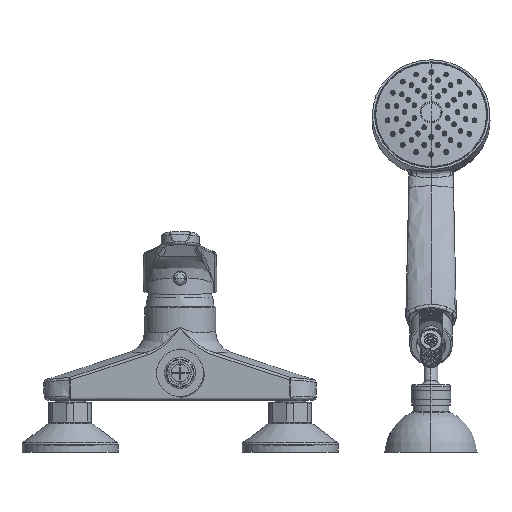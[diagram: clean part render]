
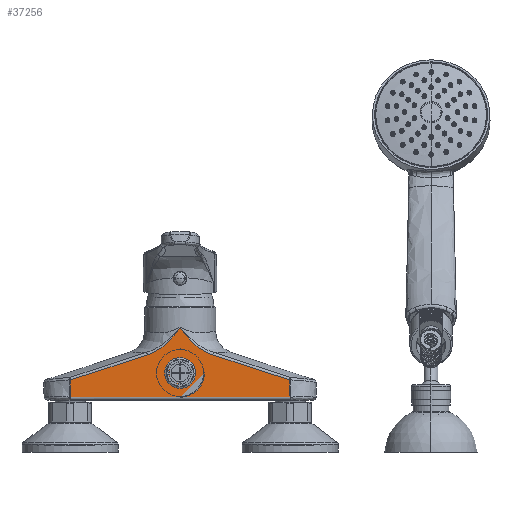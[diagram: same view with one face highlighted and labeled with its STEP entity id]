
A CAD part, front view. The second image highlights one B-rep face of the part: STEP entity #37256.
In plain terms, the highlighted planar face has unit normal (0, -1, 0).
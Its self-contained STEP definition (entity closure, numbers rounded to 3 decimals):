
#4278=CARTESIAN_POINT('',(-0.001,11.,
49.786));
#4285=CARTESIAN_POINT('',(0.,11.,18.5));
#4286=DIRECTION('',(0.,1.,0.));
#4287=DIRECTION('',(0.,0.,-1.));
#4288=AXIS2_PLACEMENT_3D('',#4285,#4286,#4287);
#4290=DIRECTION('',(1.,0.,0.));
#4291=VECTOR('',#4290,74.939);
#4292=CARTESIAN_POINT('',(-74.939,11.,2.));
#4293=LINE('',#4292,#4291);
#4294=CARTESIAN_POINT('',(-74.679,11.,13.757));
#4295=CARTESIAN_POINT('',(-74.702,11.,12.314));
#4296=CARTESIAN_POINT('',(-74.754,11.,9.519));
#4297=CARTESIAN_POINT('',(-74.84,11.,5.609));
#4298=CARTESIAN_POINT('',(-74.905,11.,3.174));
#4299=CARTESIAN_POINT('',(-74.939,11.,2.));
#4301=CARTESIAN_POINT('',(-74.679,11.,13.757));
#4302=CARTESIAN_POINT('',(-68.818,11.,15.663));
#4303=CARTESIAN_POINT('',(-57.125,11.,19.465));
#4304=CARTESIAN_POINT('',(-39.82,11.,25.092));
#4305=CARTESIAN_POINT('',(-28.13,11.,28.892));
#4306=CARTESIAN_POINT('',(-22.273,11.,30.796));
#4308=CARTESIAN_POINT('',(-22.273,11.,30.796));
#4309=CARTESIAN_POINT('',(-21.911,11.,30.914));
#4310=CARTESIAN_POINT('',(-21.186,11.,31.164));
#4311=CARTESIAN_POINT('',(-20.096,11.,31.582));
#4312=CARTESIAN_POINT('',(-19.006,11.,32.045));
#4313=CARTESIAN_POINT('',(-17.918,11.,32.552));
#4314=CARTESIAN_POINT('',(-16.834,11.,33.103));
#4315=CARTESIAN_POINT('',(-15.757,11.,33.699));
#4316=CARTESIAN_POINT('',(-14.687,11.,34.339));
#4317=CARTESIAN_POINT('',(-13.627,11.,35.023));
#4318=CARTESIAN_POINT('',(-12.579,11.,35.751));
#4319=CARTESIAN_POINT('',(-11.542,11.,36.524));
#4320=CARTESIAN_POINT('',(-10.516,11.,37.344));
#4321=CARTESIAN_POINT('',(-9.503,11.,38.211));
#4322=CARTESIAN_POINT('',(-8.499,11.,39.13));
#4323=CARTESIAN_POINT('',(-7.504,11.,40.103));
#4324=CARTESIAN_POINT('',(-6.512,11.,41.138));
#4325=CARTESIAN_POINT('',(-5.519,11.,42.243));
#4326=CARTESIAN_POINT('',(-4.515,11.,43.436));
#4327=CARTESIAN_POINT('',(-3.49,11.,44.733));
#4328=CARTESIAN_POINT('',(-2.423,11.,46.171));
#4329=CARTESIAN_POINT('',(-1.282,11.,47.808));
#4330=CARTESIAN_POINT('',(-0.438,11.,
49.095));
#4331=CARTESIAN_POINT('',(0.,11.,49.784));
#4333=CARTESIAN_POINT('',(22.273,11.,30.796));
#4334=CARTESIAN_POINT('',(21.911,11.,30.914));
#4335=CARTESIAN_POINT('',(21.184,11.,31.164));
#4336=CARTESIAN_POINT('',(20.093,11.,31.584));
#4337=CARTESIAN_POINT('',(19.001,11.,32.047));
#4338=CARTESIAN_POINT('',(17.912,11.,32.555));
#4339=CARTESIAN_POINT('',(16.827,11.,33.107));
#4340=CARTESIAN_POINT('',(15.748,11.,33.704));
#4341=CARTESIAN_POINT('',(14.677,11.,34.345));
#4342=CARTESIAN_POINT('',(13.616,11.,35.03));
#4343=CARTESIAN_POINT('',(12.566,11.,35.76));
#4344=CARTESIAN_POINT('',(11.528,11.,36.535));
#4345=CARTESIAN_POINT('',(10.502,11.,37.356));
#4346=CARTESIAN_POINT('',(9.488,11.,38.224));
#4347=CARTESIAN_POINT('',(8.483,11.,39.145));
#4348=CARTESIAN_POINT('',(7.486,11.,40.12));
#4349=CARTESIAN_POINT('',(6.494,11.,41.157));
#4350=CARTESIAN_POINT('',(5.498,11.,42.267));
#4351=CARTESIAN_POINT('',(4.496,11.,43.459));
#4352=CARTESIAN_POINT('',(3.47,11.,44.759));
#4353=CARTESIAN_POINT('',(2.394,11.,46.211));
#4354=CARTESIAN_POINT('',(1.252,11.,47.853));
#4355=CARTESIAN_POINT('',(0.426,11.,49.115));
#4356=CARTESIAN_POINT('',(0.,11.,49.784));
#4358=CARTESIAN_POINT('',(74.679,11.,13.757));
#4359=CARTESIAN_POINT('',(68.743,11.,15.687));
#4360=CARTESIAN_POINT('',(56.948,11.,19.523));
#4361=CARTESIAN_POINT('',(39.481,11.,25.202));
#4362=CARTESIAN_POINT('',(27.985,11.,28.94));
#4363=CARTESIAN_POINT('',(22.273,11.,30.796));
#4365=CARTESIAN_POINT('',(74.679,11.,13.757));
#4366=CARTESIAN_POINT('',(74.702,11.,12.313));
#4367=CARTESIAN_POINT('',(74.754,11.,9.517));
#4368=CARTESIAN_POINT('',(74.84,11.,5.608));
#4369=CARTESIAN_POINT('',(74.905,11.,3.173));
#4370=CARTESIAN_POINT('',(74.939,11.,2.));
#4372=DIRECTION('',(1.,0.,0.));
#4373=VECTOR('',#4372,74.939);
#4374=CARTESIAN_POINT('',(0.,11.,
2.));
#4375=LINE('',#4374,#4373);
#4376=CARTESIAN_POINT('',(0.,11.,18.5));
#4377=DIRECTION('',(0.,1.,0.));
#4378=DIRECTION('',(0.,0.,1.));
#4379=AXIS2_PLACEMENT_3D('',#4376,#4377,#4378);
#5071=CARTESIAN_POINT('',(74.939,11.,2.));
#6092=CARTESIAN_POINT('',(-74.939,11.,2.));
#25749=VERTEX_POINT('',#4358);
#25750=VERTEX_POINT('',#4363);
#25752=VERTEX_POINT('',#4278);
#25755=VERTEX_POINT('',#4301);
#25756=VERTEX_POINT('',#4306);
#25800=VERTEX_POINT('',#5071);
#25801=VERTEX_POINT('',#6092);
#25936=CARTESIAN_POINT('',(0.,11.,2.));
#25937=CARTESIAN_POINT('',(0.,11.,35.));
#25938=VERTEX_POINT('',#25936);
#25939=VERTEX_POINT('',#25937);
#37231=CARTESIAN_POINT('',(0.,11.,0.));
#37232=DIRECTION('',(0.,1.,0.));
#37233=DIRECTION('',(1.,0.,0.));
#37234=AXIS2_PLACEMENT_3D('',#37231,#37232,#37233);
#37235=PLANE('',#37234);
#37237=ORIENTED_EDGE('',*,*,#37236,.F.);
#37239=ORIENTED_EDGE('',*,*,#37238,.F.);
#37241=ORIENTED_EDGE('',*,*,#37240,.F.);
#37243=ORIENTED_EDGE('',*,*,#37242,.T.);
#37245=ORIENTED_EDGE('',*,*,#37244,.T.);
#37246=ORIENTED_EDGE('',*,*,#37171,.F.);
#37247=ORIENTED_EDGE('',*,*,#37212,.F.);
#37249=ORIENTED_EDGE('',*,*,#37248,.T.);
#37251=ORIENTED_EDGE('',*,*,#37250,.F.);
#37253=ORIENTED_EDGE('',*,*,#37252,.F.);
#37254=EDGE_LOOP('',(#37237,#37239,#37241,#37243,#37245,#37246,#37247,#37249,
#37251,#37253));
#37255=FACE_OUTER_BOUND('',#37254,.F.);
#37256=ADVANCED_FACE('',(#37255),#37235,.F.);
#4289=CIRCLE('',#4288,16.5);
#4300=B_SPLINE_CURVE_WITH_KNOTS('',3,(#4294,#4295,#4296,#4297,#4298,#4299),
.UNSPECIFIED.,.F.,.F.,(4,1,1,4),(0.,0.333,0.667,1.),
.UNSPECIFIED.);
#4307=B_SPLINE_CURVE_WITH_KNOTS('',3,(#4301,#4302,#4303,#4304,#4305,#4306),
.UNSPECIFIED.,.F.,.F.,(4,1,1,4),(0.,0.333,0.667,1.),
.UNSPECIFIED.);
#4332=B_SPLINE_CURVE_WITH_KNOTS('',3,(#4308,#4309,#4310,#4311,#4312,#4313,#4314,
#4315,#4316,#4317,#4318,#4319,#4320,#4321,#4322,#4323,#4324,#4325,#4326,#4327,
#4328,#4329,#4330,#4331),.UNSPECIFIED.,.F.,.F.,(4,1,1,1,1,1,1,1,1,1,1,1,1,1,1,1,
1,1,1,1,1,4),(0.,0.048,0.095,0.143,
0.19,0.238,0.286,0.333,
0.381,0.429,0.476,0.524,
0.571,0.619,0.667,0.714,
0.762,0.81,0.857,0.905,
0.952,1.),.UNSPECIFIED.);
#4357=B_SPLINE_CURVE_WITH_KNOTS('',3,(#4333,#4334,#4335,#4336,#4337,#4338,#4339,
#4340,#4341,#4342,#4343,#4344,#4345,#4346,#4347,#4348,#4349,#4350,#4351,#4352,
#4353,#4354,#4355,#4356),.UNSPECIFIED.,.F.,.F.,(4,1,1,1,1,1,1,1,1,1,1,1,1,1,1,1,
1,1,1,1,1,4),(0.,0.048,0.095,0.143,
0.19,0.238,0.286,0.333,
0.381,0.429,0.476,0.524,
0.571,0.619,0.667,0.714,
0.762,0.81,0.857,0.905,
0.952,1.),.UNSPECIFIED.);
#4364=B_SPLINE_CURVE_WITH_KNOTS('',3,(#4358,#4359,#4360,#4361,#4362,#4363),
.UNSPECIFIED.,.F.,.F.,(4,1,1,4),(0.,0.333,0.667,1.),
.UNSPECIFIED.);
#4371=B_SPLINE_CURVE_WITH_KNOTS('',3,(#4365,#4366,#4367,#4368,#4369,#4370),
.UNSPECIFIED.,.F.,.F.,(4,1,1,4),(0.,0.333,0.667,1.),
.UNSPECIFIED.);
#4380=CIRCLE('',#4379,16.5);
#37171=EDGE_CURVE('',#25750,#25752,#4357,.T.);
#37212=EDGE_CURVE('',#25749,#25750,#4364,.T.);
#37236=EDGE_CURVE('',#25938,#25939,#4289,.T.);
#37238=EDGE_CURVE('',#25801,#25938,#4293,.T.);
#37240=EDGE_CURVE('',#25755,#25801,#4300,.T.);
#37242=EDGE_CURVE('',#25755,#25756,#4307,.T.);
#37244=EDGE_CURVE('',#25756,#25752,#4332,.T.);
#37248=EDGE_CURVE('',#25749,#25800,#4371,.T.);
#37250=EDGE_CURVE('',#25938,#25800,#4375,.T.);
#37252=EDGE_CURVE('',#25939,#25938,#4380,.T.);
